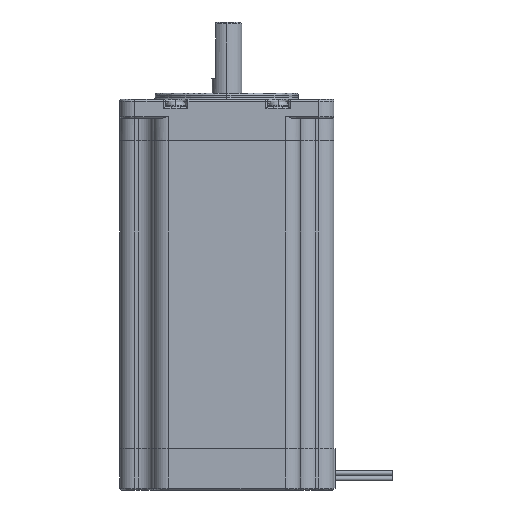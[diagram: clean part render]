
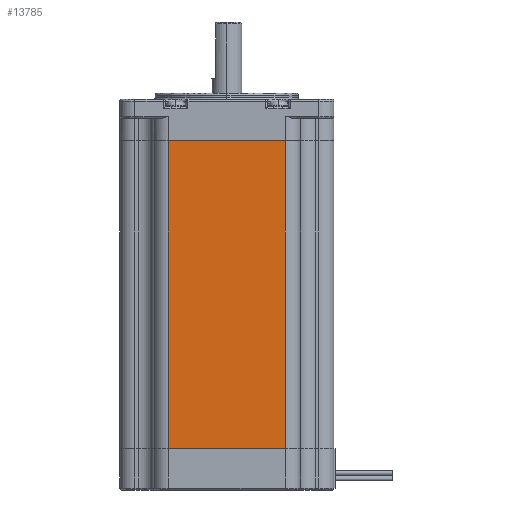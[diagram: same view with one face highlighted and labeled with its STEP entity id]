
A CAD part, left-side view. The second image highlights one B-rep face of the part: STEP entity #13785.
In plain terms, the highlighted planar face has unit normal (-1, 0, 0).
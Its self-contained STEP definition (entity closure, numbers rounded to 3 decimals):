
#157 = EDGE_CURVE ( 'NONE', #10154, #12725, #11579, .T. ) ;
#226 = ORIENTED_EDGE ( 'NONE', *, *, #299, .F. ) ;
#299 = EDGE_CURVE ( 'NONE', #14639, #1617, #20088, .T. ) ;
#1617 = VERTEX_POINT ( 'NONE', #16715 ) ;
#1848 = VECTOR ( 'NONE', #17649, 1000. ) ;
#2734 = CARTESIAN_POINT ( 'NONE',  ( -28.5, 28.5, 104. ) ) ;
#3895 = CARTESIAN_POINT ( 'NONE',  ( -28.5, 28.5, 92.99 ) ) ;
#4510 = DIRECTION ( 'NONE',  ( 0., 0., -1. ) ) ;
#4610 = EDGE_LOOP ( 'NONE', ( #226, #8888, #18235, #12798 ) ) ;
#5337 = CARTESIAN_POINT ( 'NONE',  ( -28.5, 15.57, 11.01 ) ) ;
#5693 = CARTESIAN_POINT ( 'NONE',  ( -28.5, 0., 11.01 ) ) ;
#5704 = DIRECTION ( 'NONE',  ( 0., -1., 0. ) ) ;
#5847 = EDGE_CURVE ( 'NONE', #12725, #14639, #20331, .T. ) ;
#6262 = VECTOR ( 'NONE', #5704, 1000. ) ;
#6821 = CARTESIAN_POINT ( 'NONE',  ( -28.5, -15.57, 104. ) ) ;
#8888 = ORIENTED_EDGE ( 'NONE', *, *, #5847, .F. ) ;
#10154 = VERTEX_POINT ( 'NONE', #5337 ) ;
#11579 = LINE ( 'NONE', #17679, #15698 ) ;
#12725 = VERTEX_POINT ( 'NONE', #15310 ) ;
#12798 = ORIENTED_EDGE ( 'NONE', *, *, #14153, .F. ) ;
#13361 = DIRECTION ( 'NONE',  ( 0., 0., 1. ) ) ;
#13785 = ADVANCED_FACE ( 'NONE', ( #20193 ), #16855, .F. ) ;
#14153 = EDGE_CURVE ( 'NONE', #1617, #10154, #20695, .T. ) ;
#14639 = VERTEX_POINT ( 'NONE', #16562 ) ;
#15133 = DIRECTION ( 'NONE',  ( 1., 0., 0. ) ) ;
#15310 = CARTESIAN_POINT ( 'NONE',  ( -28.5, 15.57, 92.99 ) ) ;
#15698 = VECTOR ( 'NONE', #13361, 1000. ) ;
#16150 = AXIS2_PLACEMENT_3D ( 'NONE', #2734, #15133, #4510 ) ;
#16562 = CARTESIAN_POINT ( 'NONE',  ( -28.5, -15.57, 92.99 ) ) ;
#16715 = CARTESIAN_POINT ( 'NONE',  ( -28.5, -15.57, 11.01 ) ) ;
#16855 = PLANE ( 'NONE',  #16150 ) ;
#17649 = DIRECTION ( 'NONE',  ( 0., 0., -1. ) ) ;
#17679 = CARTESIAN_POINT ( 'NONE',  ( -28.5, 15.57, 104. ) ) ;
#18235 = ORIENTED_EDGE ( 'NONE', *, *, #157, .F. ) ;
#19827 = DIRECTION ( 'NONE',  ( 0., 1., 0. ) ) ;
#20088 = LINE ( 'NONE', #6821, #1848 ) ;
#20151 = VECTOR ( 'NONE', #19827, 1000. ) ;
#20193 = FACE_OUTER_BOUND ( 'NONE', #4610, .T. ) ;
#20331 = LINE ( 'NONE', #3895, #6262 ) ;
#20695 = LINE ( 'NONE', #5693, #20151 ) ;
